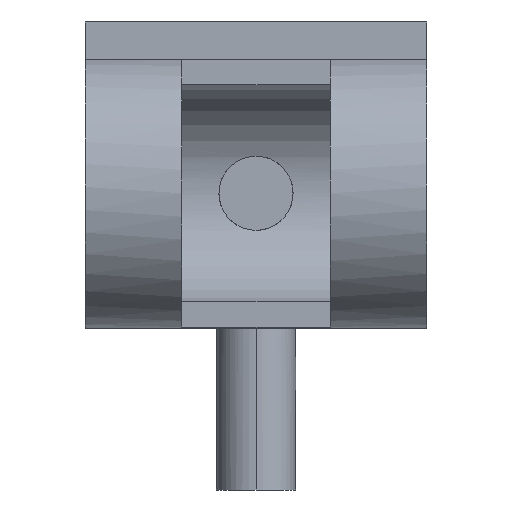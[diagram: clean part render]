
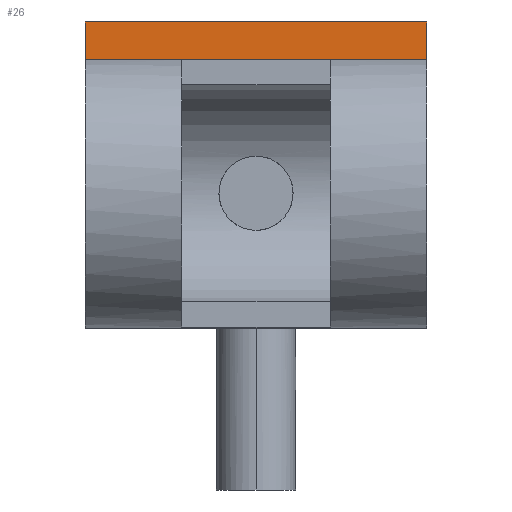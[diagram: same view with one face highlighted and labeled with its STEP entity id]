
A CAD part, front view. The second image highlights one B-rep face of the part: STEP entity #26.
In plain terms, the highlighted planar face has unit normal (0, -1, 0).
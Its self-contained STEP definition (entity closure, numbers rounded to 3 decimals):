
#26 = ADVANCED_FACE ( 'NONE', ( #1301 ), #2084, .F. ) ;
#45 = VECTOR ( 'NONE', #1490, 1000. ) ;
#224 = VECTOR ( 'NONE', #2028, 1000. ) ;
#359 = CARTESIAN_POINT ( 'NONE',  ( 69., -9., 69.259 ) ) ;
#498 = LINE ( 'NONE', #1248, #224 ) ;
#580 = VECTOR ( 'NONE', #2249, 1000. ) ;
#600 = LINE ( 'NONE', #1347, #1862 ) ;
#681 = ORIENTED_EDGE ( 'NONE', *, *, #2248, .T. ) ;
#715 = LINE ( 'NONE', #1464, #580 ) ;
#737 = CARTESIAN_POINT ( 'NONE',  ( 69., -9., 69.259 ) ) ;
#793 = CARTESIAN_POINT ( 'NONE',  ( 69., -9., 69.259 ) ) ;
#794 = ORIENTED_EDGE ( 'NONE', *, *, #2075, .F. ) ;
#871 = ORIENTED_EDGE ( 'NONE', *, *, #1556, .F. ) ;
#1115 = VERTEX_POINT ( 'NONE', #793 ) ;
#1120 = DIRECTION ( 'NONE',  ( 0., 1., 0. ) ) ;
#1248 = CARTESIAN_POINT ( 'NONE',  ( 69., -9., 69.259 ) ) ;
#1301 = FACE_OUTER_BOUND ( 'NONE', #1880, .T. ) ;
#1347 = CARTESIAN_POINT ( 'NONE',  ( -69., -9., 69.259 ) ) ;
#1421 = CARTESIAN_POINT ( 'NONE',  ( -69., -9., 69.259 ) ) ;
#1464 = CARTESIAN_POINT ( 'NONE',  ( 69., -9., 54.259 ) ) ;
#1475 = CARTESIAN_POINT ( 'NONE',  ( 69., -9., 54.259 ) ) ;
#1490 = DIRECTION ( 'NONE',  ( 0., 0., -1. ) ) ;
#1556 = EDGE_CURVE ( 'NONE', #1610, #1758, #715, .T. ) ;
#1610 = VERTEX_POINT ( 'NONE', #1475 ) ;
#1758 = VERTEX_POINT ( 'NONE', #1832 ) ;
#1788 = ORIENTED_EDGE ( 'NONE', *, *, #2136, .T. ) ;
#1832 = CARTESIAN_POINT ( 'NONE',  ( -69., -9., 54.259 ) ) ;
#1862 = VECTOR ( 'NONE', #2132, 1000. ) ;
#1880 = EDGE_LOOP ( 'NONE', ( #1788, #871, #794, #681 ) ) ;
#1887 = DIRECTION ( 'NONE',  ( 0., 0., 1. ) ) ;
#2028 = DIRECTION ( 'NONE',  ( -1., 0., 0. ) ) ;
#2075 = EDGE_CURVE ( 'NONE', #1115, #1610, #2443, .T. ) ;
#2084 = PLANE ( 'NONE',  #2225 ) ;
#2132 = DIRECTION ( 'NONE',  ( 0., 0., -1. ) ) ;
#2136 = EDGE_CURVE ( 'NONE', #2211, #1758, #600, .T. ) ;
#2211 = VERTEX_POINT ( 'NONE', #1421 ) ;
#2225 = AXIS2_PLACEMENT_3D ( 'NONE', #359, #1120, #1887 ) ;
#2248 = EDGE_CURVE ( 'NONE', #1115, #2211, #498, .T. ) ;
#2249 = DIRECTION ( 'NONE',  ( -1., 0., 0. ) ) ;
#2443 = LINE ( 'NONE', #737, #45 ) ;
